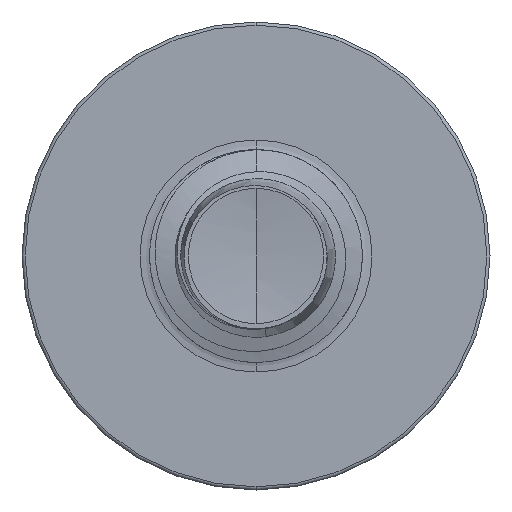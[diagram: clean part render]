
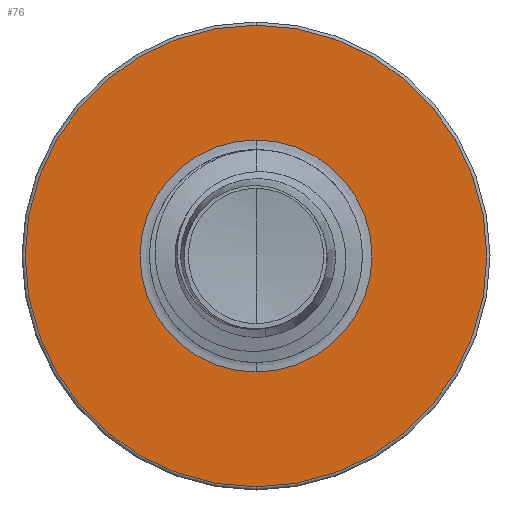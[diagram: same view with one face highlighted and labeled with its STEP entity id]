
A CAD part, front view. The second image highlights one B-rep face of the part: STEP entity #76.
In plain terms, the highlighted planar face has unit normal (0, -1, 0).
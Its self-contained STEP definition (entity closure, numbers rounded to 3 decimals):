
#76 = ADVANCED_FACE ( 'NONE', ( #3468, #12666 ), #10090, .F. ) ;
#96 = VERTEX_POINT ( 'NONE', #8536 ) ;
#224 = VERTEX_POINT ( 'NONE', #2027 ) ;
#740 = EDGE_CURVE ( 'NONE', #4550, #96, #2486, .T. ) ;
#861 = DIRECTION ( 'NONE',  ( 0., 0., 1. ) ) ;
#1182 = EDGE_LOOP ( 'NONE', ( #9025, #9643 ) ) ;
#1806 = VERTEX_POINT ( 'NONE', #6509 ) ;
#2027 = CARTESIAN_POINT ( 'NONE',  ( 0., 2.5, 2.713 ) ) ;
#2486 = CIRCLE ( 'NONE', #8914, 1.363 ) ;
#3118 = DIRECTION ( 'NONE',  ( 0., 1., 0. ) ) ;
#3137 = CARTESIAN_POINT ( 'NONE',  ( 0., 2.5, 0. ) ) ;
#3159 = DIRECTION ( 'NONE',  ( 0., 0., 1. ) ) ;
#3468 = FACE_OUTER_BOUND ( 'NONE', #8087, .T. ) ;
#3925 = DIRECTION ( 'NONE',  ( 0., 1., 0. ) ) ;
#4036 = CIRCLE ( 'NONE', #12360, 2.713 ) ;
#4105 = ORIENTED_EDGE ( 'NONE', *, *, #9930, .F. ) ;
#4150 = AXIS2_PLACEMENT_3D ( 'NONE', #11723, #6487, #12451 ) ;
#4550 = VERTEX_POINT ( 'NONE', #9926 ) ;
#4998 = AXIS2_PLACEMENT_3D ( 'NONE', #12785, #10735, #8386 ) ;
#6487 = DIRECTION ( 'NONE',  ( 0., 1., 0. ) ) ;
#6509 = CARTESIAN_POINT ( 'NONE',  ( 0., 2.5, -2.712 ) ) ;
#7004 = ORIENTED_EDGE ( 'NONE', *, *, #12773, .F. ) ;
#7635 = CIRCLE ( 'NONE', #4150, 2.713 ) ;
#7711 = DIRECTION ( 'NONE',  ( 0., 1., 0. ) ) ;
#8087 = EDGE_LOOP ( 'NONE', ( #4105, #7004 ) ) ;
#8386 = DIRECTION ( 'NONE',  ( 0., 0., 1. ) ) ;
#8536 = CARTESIAN_POINT ( 'NONE',  ( 0., 2.5, -1.363 ) ) ;
#8914 = AXIS2_PLACEMENT_3D ( 'NONE', #3137, #3118, #3159 ) ;
#8975 = EDGE_CURVE ( 'NONE', #96, #4550, #11682, .T. ) ;
#9025 = ORIENTED_EDGE ( 'NONE', *, *, #740, .T. ) ;
#9643 = ORIENTED_EDGE ( 'NONE', *, *, #8975, .T. ) ;
#9926 = CARTESIAN_POINT ( 'NONE',  ( 0., 2.5, 1.363 ) ) ;
#9930 = EDGE_CURVE ( 'NONE', #224, #1806, #7635, .T. ) ;
#10046 = CARTESIAN_POINT ( 'NONE',  ( 0., 2.5, 0. ) ) ;
#10090 = PLANE ( 'NONE',  #4998 ) ;
#10735 = DIRECTION ( 'NONE',  ( 0., 1., 0. ) ) ;
#10776 = DIRECTION ( 'NONE',  ( 0., 0., 1. ) ) ;
#11682 = CIRCLE ( 'NONE', #12490, 1.363 ) ;
#11723 = CARTESIAN_POINT ( 'NONE',  ( 0., 2.5, 0. ) ) ;
#12360 = AXIS2_PLACEMENT_3D ( 'NONE', #12580, #7711, #861 ) ;
#12451 = DIRECTION ( 'NONE',  ( 0., 0., 1. ) ) ;
#12490 = AXIS2_PLACEMENT_3D ( 'NONE', #10046, #3925, #10776 ) ;
#12580 = CARTESIAN_POINT ( 'NONE',  ( 0., 2.5, 0. ) ) ;
#12666 = FACE_BOUND ( 'NONE', #1182, .T. ) ;
#12773 = EDGE_CURVE ( 'NONE', #1806, #224, #4036, .T. ) ;
#12785 = CARTESIAN_POINT ( 'NONE',  ( 0., 2.5, -1.363 ) ) ;
